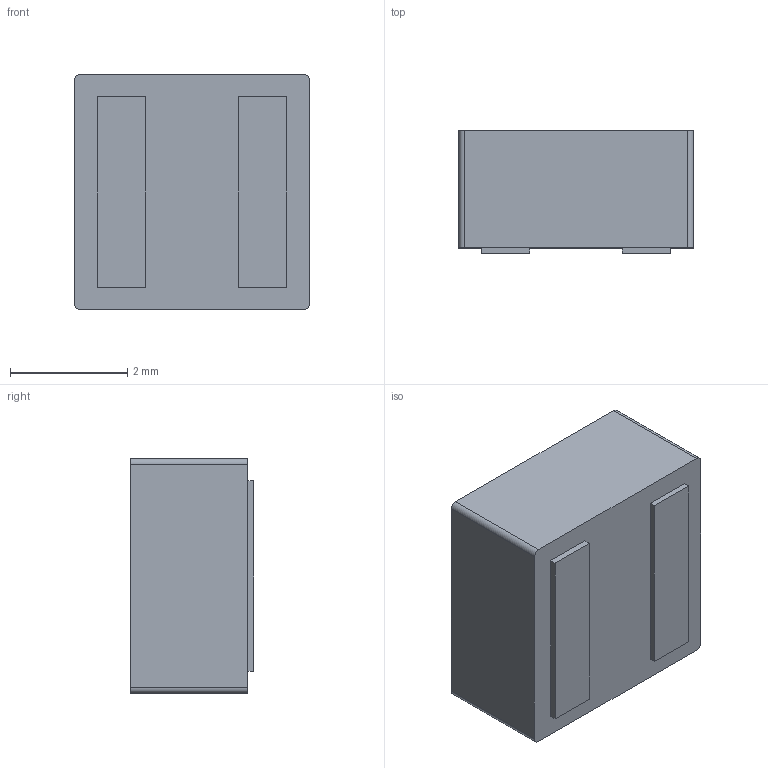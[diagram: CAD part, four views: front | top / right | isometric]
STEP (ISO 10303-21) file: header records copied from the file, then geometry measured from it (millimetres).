
FILE_DESCRIPTION (( 'STEP AP214' ), '1' );
FILE_NAME ('XAL4020-222MEC.STEP', '2022-02-16T05:19:20', ( '' ), ( '' ), 'SwSTEP 2.0', 'SolidWorks 2018', '' );
FILE_SCHEMA (( 'AUTOMOTIVE_DESIGN' ));
Length unit declared in the file: millimetre
Products named in the file (2): XAL4020-222MEC
Bounding box: 4 x 2.1 x 4 mm (x, y, z)
Volume: 32.5 mm3; surface area: 67.1 mm2
Topology: 1 solids, 1 shells, 111 faces, 306 edges, 204 vertices
Faces by surface type: plane 76, bspline 31, cylinder 4
Entity records: 6128 total; most frequent: CARTESIAN_POINT 2230, ORIENTED_EDGE 612, DIRECTION 416, EDGE_CURVE 306, LINE 236, VECTOR 236, VERTEX_POINT 204, EDGE_LOOP 118
